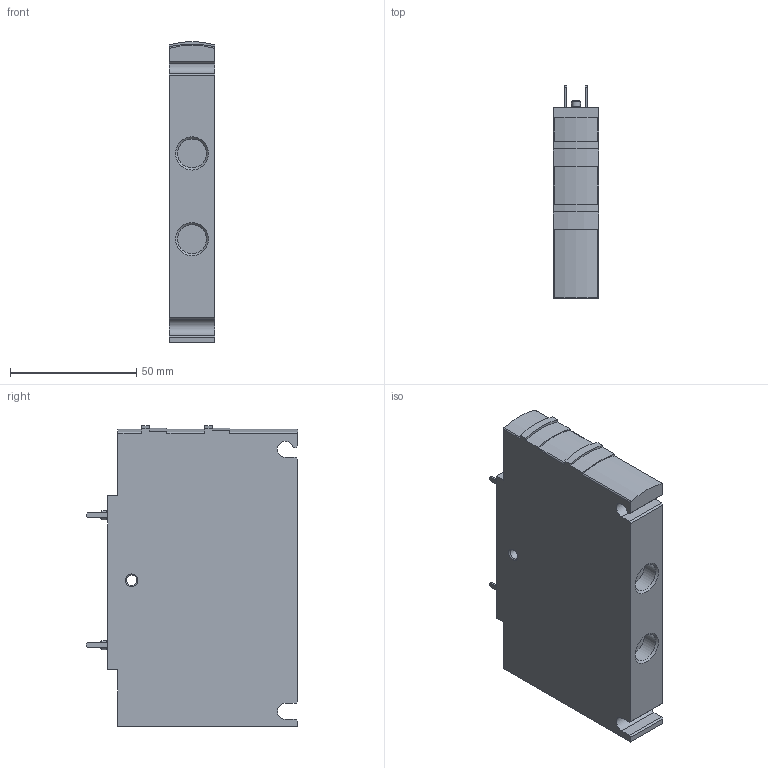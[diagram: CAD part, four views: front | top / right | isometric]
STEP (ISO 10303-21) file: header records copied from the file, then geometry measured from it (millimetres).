
FILE_DESCRIPTION(/* description */ ('STEP AP214'),/* implementation_level */ '2;1');
FILE_NAME(/* name */ '187849_CPV18-M1H-2OLS-2GLS-1_4',/* time_stamp */ '2024-08-07T15:19:30+02:00',/* author */ ('License CC BY-ND 4.0'),/* organization */ ('CADENAS'),/* preprocessor_version */ 'ST-DEVELOPER v19.3',/* originating_system */ 'PARTsolutions',/* authorisation */ ' ');
FILE_SCHEMA (('AUTOMOTIVE_DESIGN {1 0 10303 214 3 1 1}'));
Length unit declared in the file: millimetre
Products named in the file (1): 187849 CPV18-M1H-2OLS-2GLS-1/4
Bounding box: 18 x 84.1 x 119.4 mm (x, y, z)
Volume: 153326.5 mm3; surface area: 25611.8 mm2
Topology: 1 solids, 1 shells, 89 faces, 223 edges, 146 vertices
Faces by surface type: plane 59, cylinder 22, cone 6, torus 2
Full cylindrical faces by diameter (mm): 1.5 x2, 3.6 x2, 4.2 x1, 11.445 x2
Entity records: 3221 total; most frequent: CARTESIAN_POINT 444, DIRECTION 440, ORIENTED_EDGE 416, EDGE_CURVE 208, LINE 156, VECTOR 156, VERTEX_POINT 146, AXIS2_PLACEMENT_3D 142
